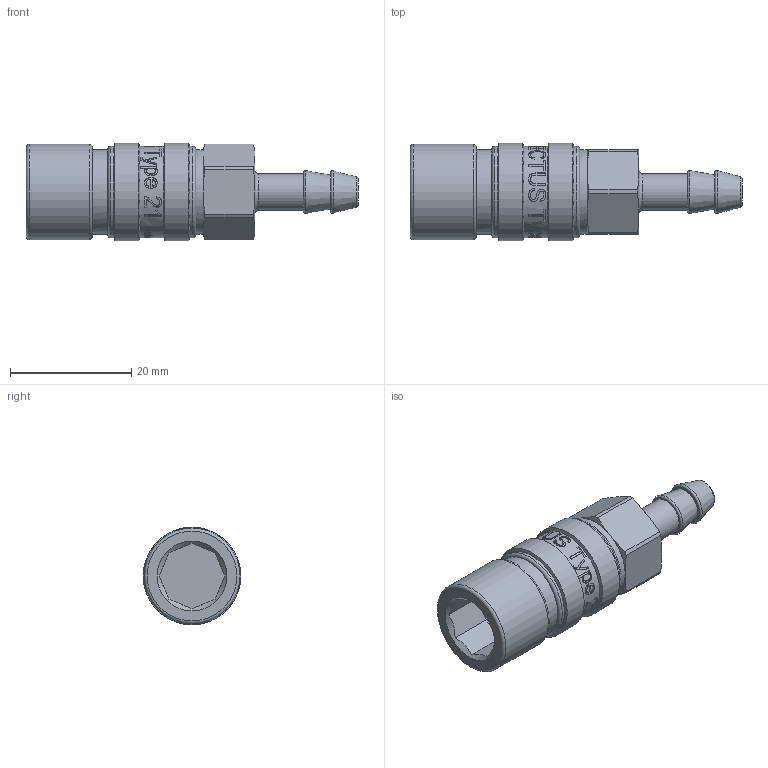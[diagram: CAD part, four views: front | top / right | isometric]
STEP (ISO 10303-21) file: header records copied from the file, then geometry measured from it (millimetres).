
FILE_DESCRIPTION(/* description */ (''),/* implementation_level */ '2;1');
FILE_NAME(/* name */ '21kbtf06mpn8.stp',/* time_stamp */ '2020-08-12T13:27:40+02:00',/* author */ ('IA176480'),/* organization */ (''),/* preprocessor_version */ 'ST-DEVELOPER v17',/* originating_system */ 'Autodesk Inventor 2019',/* authorisation */ '');
FILE_SCHEMA (('CONFIG_CONTROL_DESIGN'));
Products named in the file (1): 21KBTF06MPN8
Bounding box: 54.79 x 16.15 x 16.15 mm (x, y, z)
Volume: 6239.2 mm3; surface area: 4256.1 mm2
Topology: 1 solids, 3 shells, 466 faces, 1288 edges, 871 vertices
Faces by surface type: bspline 211, plane 154, cylinder 63, cone 30, torus 8
Full cylindrical faces by diameter (mm): 6.05 x1, 11.4 x1, 12 x2, 12.1 x1, 12.15 x1, 14 x4, 15.1 x3, 15.8 x1, 16.15 x2
Entity records: 64724 total; most frequent: CARTESIAN_POINT 53949, ORIENTED_EDGE 2576, DIRECTION 1384, EDGE_CURVE 1288, VERTEX_POINT 871, B_SPLINE_CURVE_WITH_KNOTS 565, EDGE_LOOP 513, FACE_OUTER_BOUND 466
